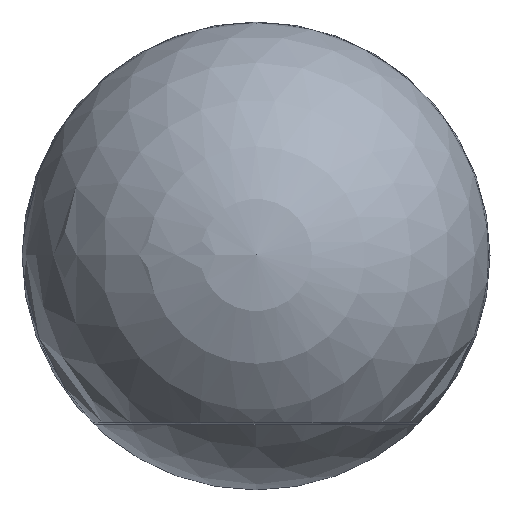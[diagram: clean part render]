
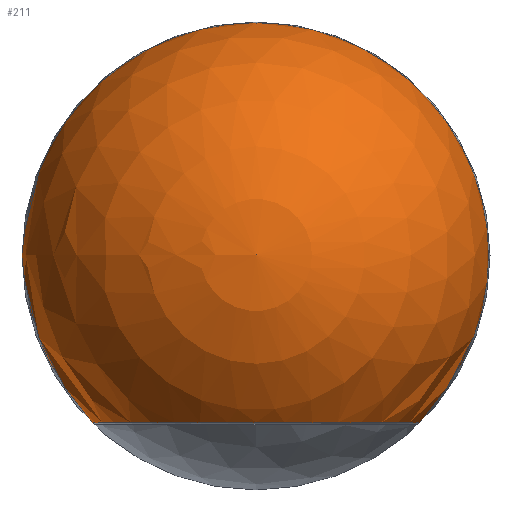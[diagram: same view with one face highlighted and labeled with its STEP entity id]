
A CAD part, top view. The second image highlights one B-rep face of the part: STEP entity #211.
In plain terms, the highlighted spherical face has radius 152.4 mm.
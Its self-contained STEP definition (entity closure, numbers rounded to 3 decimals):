
#41=SPHERICAL_SURFACE('',#269,152.4);
#45=FACE_BOUND('',#70,.T.);
#53=FACE_OUTER_BOUND('',#69,.T.);
#69=EDGE_LOOP('',(#158,#159));
#70=EDGE_LOOP('',(#160));
#83=CIRCLE('',#264,106.508);
#87=CIRCLE('',#270,152.4);
#107=VERTEX_POINT('',#404);
#110=VERTEX_POINT('',#413);
#111=VERTEX_POINT('',#414);
#126=EDGE_CURVE('',#107,#107,#83,.T.);
#130=EDGE_CURVE('',#110,#111,#87,.T.);
#158=ORIENTED_EDGE('',*,*,#130,.T.);
#159=ORIENTED_EDGE('',*,*,#130,.F.);
#160=ORIENTED_EDGE('',*,*,#126,.F.);
#211=ADVANCED_FACE('',(#53,#45),#41,.T.);
#264=AXIS2_PLACEMENT_3D('',#405,#313,#314);
#269=AXIS2_PLACEMENT_3D('',#412,#323,#324);
#270=AXIS2_PLACEMENT_3D('',#415,#325,#326);
#313=DIRECTION('center_axis',(0.,-1.,0.));
#314=DIRECTION('ref_axis',(0.,0.,-1.));
#323=DIRECTION('center_axis',(0.,0.,1.));
#324=DIRECTION('ref_axis',(1.,0.,0.));
#325=DIRECTION('center_axis',(0.,-1.,0.));
#326=DIRECTION('ref_axis',(-1.,0.,0.));
#404=CARTESIAN_POINT('',(0.,-109.003,-106.508));
#405=CARTESIAN_POINT('Origin',(0.,-109.003,0.));
#412=CARTESIAN_POINT('Origin',(0.,0.,0.));
#413=CARTESIAN_POINT('',(0.,0.,152.4));
#414=CARTESIAN_POINT('',(0.,0.,-152.4));
#415=CARTESIAN_POINT('Origin',(0.,0.,0.));
